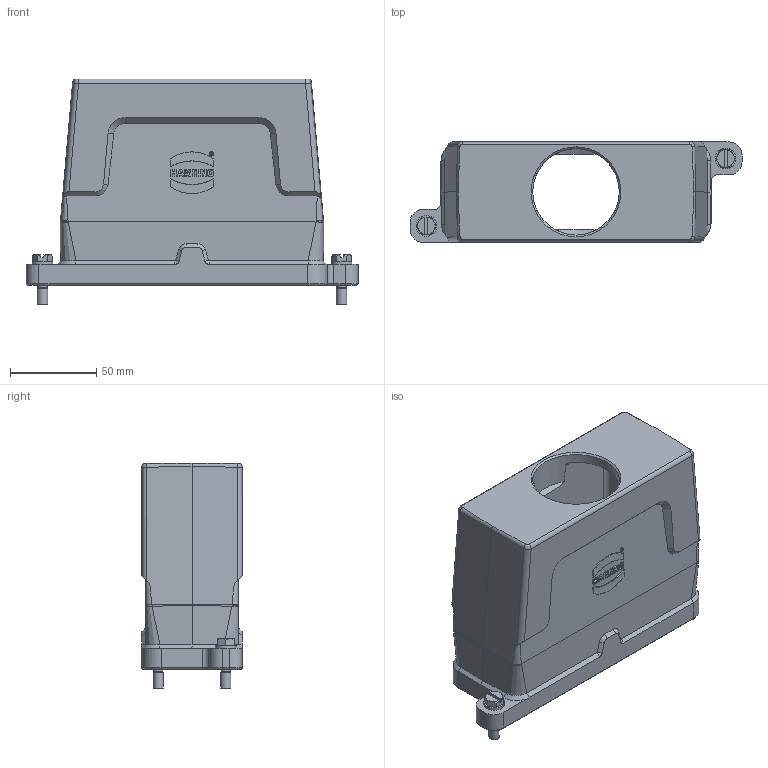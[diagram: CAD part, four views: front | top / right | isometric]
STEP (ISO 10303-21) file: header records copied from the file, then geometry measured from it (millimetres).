
FILE_DESCRIPTION(/* description */ (''),/* implementation_level */ '2;1');
FILE_NAME(/* name */ '100221337ugm000_d.stp',/* time_stamp */ '2017-11-03T09:23:57+01:00',/* author */ (''),/* organization */ (''),/* preprocessor_version */ 'ST-DEVELOPER v16',/* originating_system */ 'SIEMENS PLM Software NX 10.0',/* authorisation */ '');
FILE_SCHEMA (('AUTOMOTIVE_DESIGN { 1 0 10303 214 3 1 1 1 }'));
Length unit declared in the file: millimetre
Products named in the file (1): 100221337ugm000_d
Bounding box: 192 x 58 x 130.6 mm (x, y, z)
Volume: 273379.6 mm3; surface area: 114373.9 mm2
Topology: 1 solids, 3 shells, 509 faces, 1798 edges, 1849 vertices
Faces by surface type: plane 245, cylinder 132, bspline 59, cone 53, torus 16, sphere 4
Full cylindrical faces by diameter (mm): 3 x4, 5.3 x4, 6 x2, 6.2 x4, 6.4 x2, 6.45 x2, 12 x2, 13 x2, 14.05 x2, 50 x1
Entity records: 26679 total; most frequent: CARTESIAN_POINT 8473, DIRECTION 2494, ORIENTED_EDGE 2418, EDGE_CURVE 1209, PRESENTATION_STYLE_ASSIGNMENT 1018, LINE 834, VECTOR 834, AXIS2_PLACEMENT_3D 830
